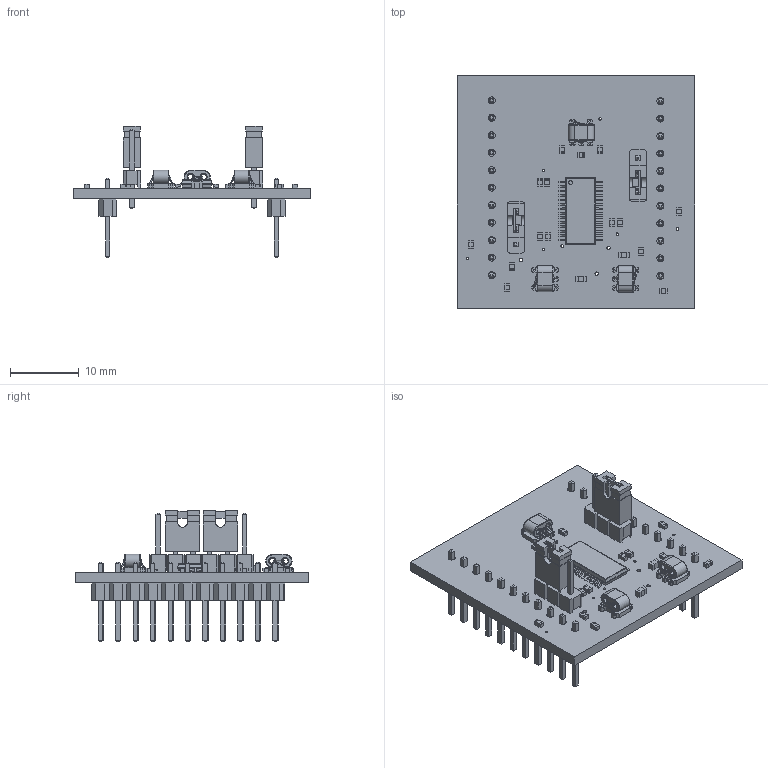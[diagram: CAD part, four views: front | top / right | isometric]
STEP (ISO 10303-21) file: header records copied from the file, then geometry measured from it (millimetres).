
FILE_DESCRIPTION(/* description */ (''),/* implementation_level */ '2;1');
FILE_NAME(/* name */ 'demod-breakout.step',/* time_stamp */ '2022-08-31T02:13:01-05:00',/* author */ (''),/* organization */ (''),/* preprocessor_version */ 'ST-DEVELOPER v19',/* originating_system */ 'Autodesk Translation Framework v11.7.0.108',/* authorisation */ '');
FILE_SCHEMA (('AUTOMOTIVE_DESIGN { 1 0 10303 214 3 1 1 }'));
Length unit declared in the file: millimetre
Products named in the file (13): demod-breakout-v0.1; Board; Packages; SOP65P640X120-28N; Body; PinsArrayLR; JP2; E_SERIES_1; R0402; MABA010129CT4A40; 1X11; C0402; C0603
Assembly tree (29 placements, depth 4):
  demod-breakout-v0.1
    Board
    Packages
      SOP65P640X120-28N
        Body
        PinsArrayLR
      JP2  x2
      E_SERIES_1
      R0402
      MABA010129CT4A40  x2
      1X11  x2
      C0402  x14
      C0603  x2
Bounding box: 34.5 x 33.75 x 19.11 mm (x, y, z)
Volume: 2487.2 mm3; surface area: 5107.1 mm2
Topology: 94 solids, 94 shells, 2650 faces, 6082 edges, 3663 vertices
Faces by surface type: plane 1611, cylinder 723, sphere 240, torus 72, bspline 4
Full cylindrical faces by diameter (mm): 0.14 x66, 0.25 x4, 0.35 x5, 0.4 x2, 0.5 x3, 0.55 x1, 0.85 x6, 0.914 x6, 1.016 x22
Entity records: 38896 total; most frequent: CARTESIAN_POINT 6859, DIRECTION 6491, ORIENTED_EDGE 6282, EDGE_CURVE 3141, LINE 2403, VECTOR 2403, AXIS2_PLACEMENT_3D 2044, VERTEX_POINT 1976
